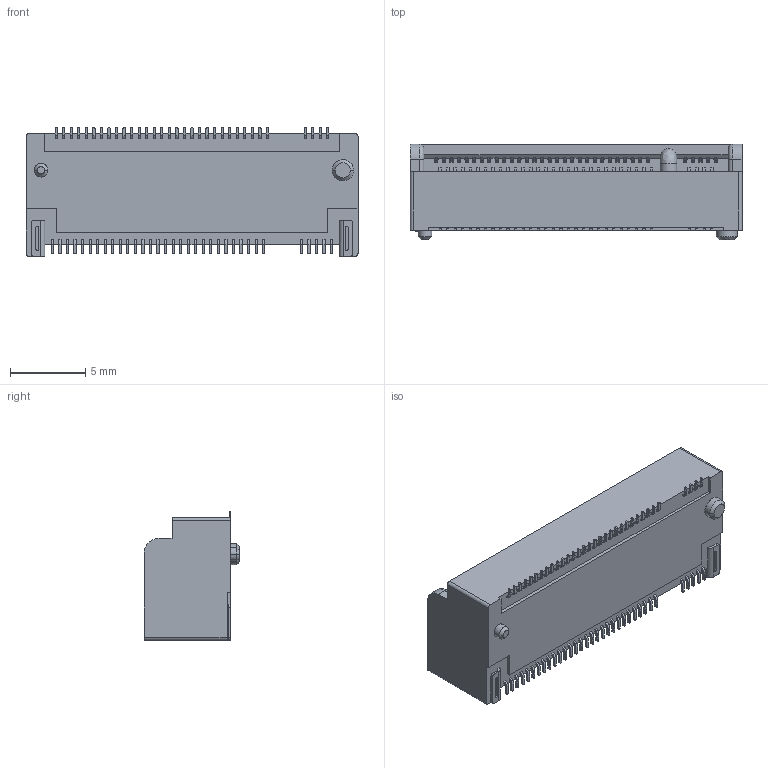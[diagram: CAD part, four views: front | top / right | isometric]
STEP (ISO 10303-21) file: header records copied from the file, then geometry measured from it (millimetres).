
FILE_DESCRIPTION((''),'2;1');
FILE_NAME('MDT580M0X002_3D','2019-08-12T',('yunx.liu'),(''),'PRO/ENGINEER BY PARAMETRIC TECHNOLOGY CORPORATION, 2013320','PRO/ENGINEER BY PARAMETRIC TECHNOLOGY CORPORATION, 2013320','');
FILE_SCHEMA(('CONFIG_CONTROL_DESIGN'));
Length unit declared in the file: millimetre
Products named in the file (1): MDT580M0X002_3D
Bounding box: 22 x 6.35 x 8.52 mm (x, y, z)
Volume: 805 mm3; surface area: 839.6 mm2
Topology: 1 solids, 3 shells, 1835 faces, 5188 edges, 3374 vertices
Faces by surface type: plane 1317, cylinder 511, cone 4, torus 2, bspline 1
Entity records: 59242 total; most frequent: CARTESIAN_POINT 10675, ORIENTED_EDGE 10376, DIRECTION 9779, EDGE_CURVE 5188, VECTOR 4117, LINE 4117, VERTEX_POINT 3374, AXIS2_PLACEMENT_3D 2831
